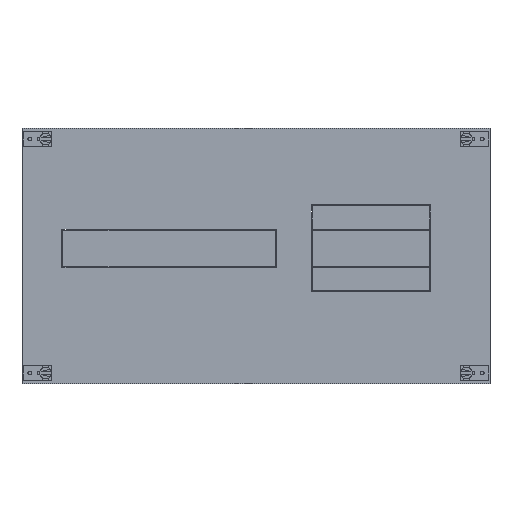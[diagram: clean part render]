
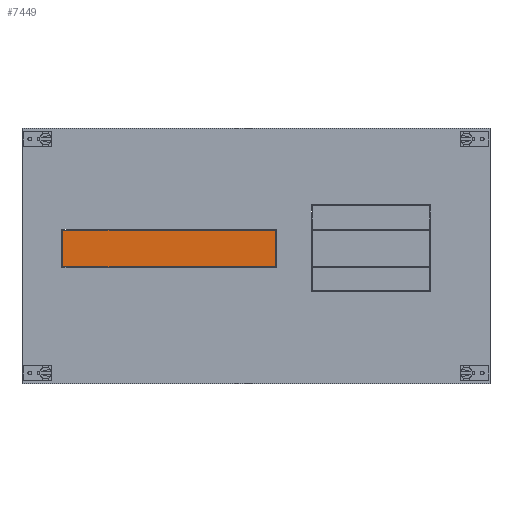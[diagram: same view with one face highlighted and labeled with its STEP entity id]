
A CAD part, top view. The second image highlights one B-rep face of the part: STEP entity #7449.
In plain terms, the highlighted planar face has unit normal (0, 0, 1).
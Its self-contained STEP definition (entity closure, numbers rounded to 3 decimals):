
#7334=DIRECTION('',(0.,-1.,0.));
#7335=VECTOR('',#7334,43.);
#7336=CARTESIAN_POINT('',(127.,37.5,1.));
#7337=LINE('',#7336,#7335);
#7341=DIRECTION('',(-1.,0.,0.));
#7342=VECTOR('',#7341,250.);
#7343=CARTESIAN_POINT('',(377.,37.5,1.));
#7344=LINE('',#7343,#7342);
#7348=DIRECTION('',(0.,1.,0.));
#7349=VECTOR('',#7348,43.);
#7350=CARTESIAN_POINT('',(377.,-5.5,1.));
#7351=LINE('',#7350,#7349);
#7355=DIRECTION('',(1.,0.,0.));
#7356=VECTOR('',#7355,250.);
#7357=CARTESIAN_POINT('',(127.,-5.5,1.));
#7358=LINE('',#7357,#7356);
#7418=CARTESIAN_POINT('',(127.,37.5,1.));
#7419=CARTESIAN_POINT('',(127.,-5.5,1.));
#7420=VERTEX_POINT('',#7418);
#7421=VERTEX_POINT('',#7419);
#7422=CARTESIAN_POINT('',(377.,-5.5,1.));
#7423=VERTEX_POINT('',#7422);
#7424=CARTESIAN_POINT('',(377.,37.5,1.));
#7425=VERTEX_POINT('',#7424);
#7434=CARTESIAN_POINT('',(0.,0.,1.));
#7435=DIRECTION('',(0.,0.,1.));
#7436=DIRECTION('',(1.,0.,0.));
#7437=AXIS2_PLACEMENT_3D('',#7434,#7435,#7436);
#7438=PLANE('',#7437);
#7440=ORIENTED_EDGE('',*,*,#7439,.F.);
#7442=ORIENTED_EDGE('',*,*,#7441,.F.);
#7444=ORIENTED_EDGE('',*,*,#7443,.F.);
#7446=ORIENTED_EDGE('',*,*,#7445,.F.);
#7447=EDGE_LOOP('',(#7440,#7442,#7444,#7446));
#7448=FACE_OUTER_BOUND('',#7447,.F.);
#7439=EDGE_CURVE('',#7420,#7421,#7337,.T.);
#7441=EDGE_CURVE('',#7425,#7420,#7344,.T.);
#7443=EDGE_CURVE('',#7423,#7425,#7351,.T.);
#7445=EDGE_CURVE('',#7421,#7423,#7358,.T.);
#7449=ADVANCED_FACE('',(#7448),#7438,.T.);
